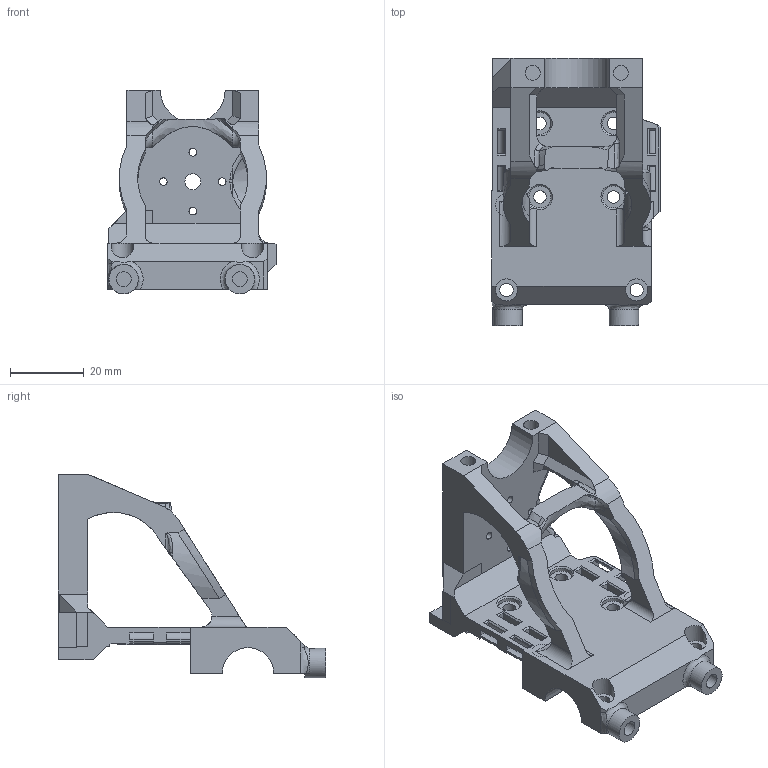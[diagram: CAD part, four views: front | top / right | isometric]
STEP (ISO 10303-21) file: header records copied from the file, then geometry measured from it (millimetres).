
FILE_DESCRIPTION(/* description */ (''),/* implementation_level */ '2;1');
FILE_NAME(/* name */ 'Toolhead.step',/* time_stamp */ '2023-03-16T18:10:27+01:00',/* author */ (''),/* organization */ (''),/* preprocessor_version */ 'ST-DEVELOPER v19.2',/* originating_system */ 'Autodesk Translation Framework v11.17.0.187',/* authorisation */ '');
FILE_SCHEMA (('AUTOMOTIVE_DESIGN { 1 0 10303 214 3 1 1 }'));
Length unit declared in the file: millimetre
Products named in the file (1): CF_mod_v3
Bounding box: 45.8 x 72.75 x 55.39 mm (x, y, z)
Volume: 32350.3 mm3; surface area: 18301.4 mm2
Topology: 1 solids, 41 shells, 734 faces, 1902 edges, 1253 vertices
Faces by surface type: plane 520, cylinder 146, bspline 50, cone 14, torus 4
Full cylindrical faces by diameter (mm): 2.075 x4, 3.4 x4, 3.6 x3, 4 x4, 4.1 x6, 4.3 x1, 5 x4, 6 x8, 8 x2
Entity records: 24322 total; most frequent: CARTESIAN_POINT 6257, ORIENTED_EDGE 3796, DIRECTION 3535, EDGE_CURVE 1898, LINE 1347, VECTOR 1347, VERTEX_POINT 1253, AXIS2_PLACEMENT_3D 1094
